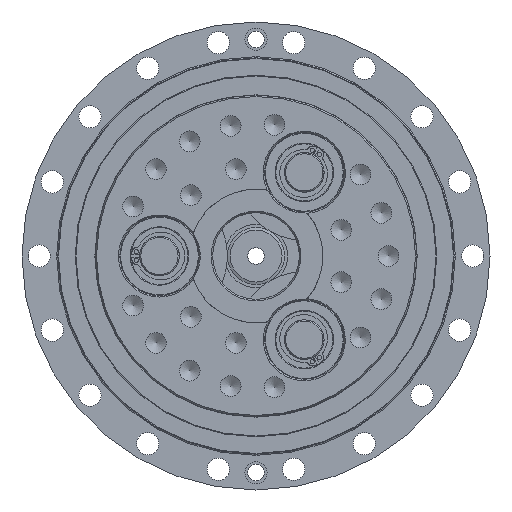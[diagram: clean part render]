
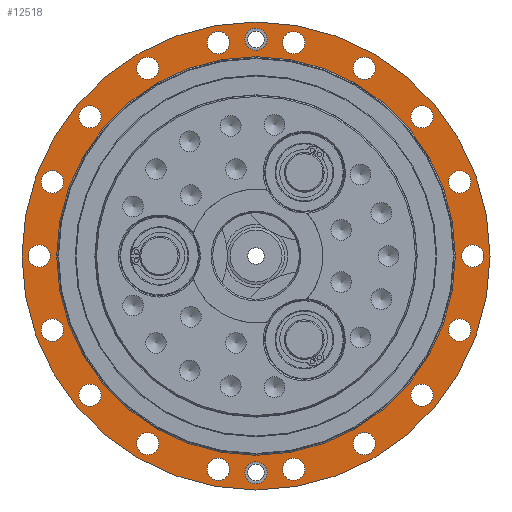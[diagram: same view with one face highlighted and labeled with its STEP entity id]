
A CAD part, left-side view. The second image highlights one B-rep face of the part: STEP entity #12518.
In plain terms, the highlighted planar face has unit normal (-1, 0, 0).
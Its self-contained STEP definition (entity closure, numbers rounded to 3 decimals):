
#621=FACE_BOUND('',#3997,.T.);
#622=FACE_BOUND('',#3998,.T.);
#623=FACE_BOUND('',#3999,.T.);
#624=FACE_BOUND('',#4000,.T.);
#625=FACE_BOUND('',#4001,.T.);
#626=FACE_BOUND('',#4002,.T.);
#627=FACE_BOUND('',#4003,.T.);
#628=FACE_BOUND('',#4004,.T.);
#629=FACE_BOUND('',#4005,.T.);
#630=FACE_BOUND('',#4006,.T.);
#631=FACE_BOUND('',#4007,.T.);
#632=FACE_BOUND('',#4008,.T.);
#633=FACE_BOUND('',#4009,.T.);
#634=FACE_BOUND('',#4010,.T.);
#635=FACE_BOUND('',#4011,.T.);
#636=FACE_BOUND('',#4012,.T.);
#637=FACE_BOUND('',#4013,.T.);
#638=FACE_BOUND('',#4014,.T.);
#639=FACE_BOUND('',#4015,.T.);
#640=FACE_BOUND('',#4016,.T.);
#641=FACE_BOUND('',#4017,.T.);
#863=PLANE('',#14140);
#2946=FACE_OUTER_BOUND('',#3996,.T.);
#3996=EDGE_LOOP('',(#10776));
#3997=EDGE_LOOP('',(#10777));
#3998=EDGE_LOOP('',(#10778));
#3999=EDGE_LOOP('',(#10779));
#4000=EDGE_LOOP('',(#10780));
#4001=EDGE_LOOP('',(#10781));
#4002=EDGE_LOOP('',(#10782));
#4003=EDGE_LOOP('',(#10783));
#4004=EDGE_LOOP('',(#10784));
#4005=EDGE_LOOP('',(#10785));
#4006=EDGE_LOOP('',(#10786));
#4007=EDGE_LOOP('',(#10787));
#4008=EDGE_LOOP('',(#10788));
#4009=EDGE_LOOP('',(#10789));
#4010=EDGE_LOOP('',(#10790));
#4011=EDGE_LOOP('',(#10791));
#4012=EDGE_LOOP('',(#10792));
#4013=EDGE_LOOP('',(#10793));
#4014=EDGE_LOOP('',(#10794));
#4015=EDGE_LOOP('',(#10795));
#4016=EDGE_LOOP('',(#10796));
#4017=EDGE_LOOP('',(#10797));
#4974=CIRCLE('',#14136,80.5);
#4977=CIRCLE('',#14141,94.5);
#4978=CIRCLE('',#14142,4.5);
#4979=CIRCLE('',#14143,4.5);
#4980=CIRCLE('',#14144,4.5);
#4981=CIRCLE('',#14145,4.5);
#4982=CIRCLE('',#14146,4.5);
#4983=CIRCLE('',#14147,4.5);
#4984=CIRCLE('',#14148,4.5);
#4985=CIRCLE('',#14149,4.5);
#4986=CIRCLE('',#14150,4.5);
#4987=CIRCLE('',#14151,4.5);
#4988=CIRCLE('',#14152,4.5);
#4989=CIRCLE('',#14153,4.5);
#4990=CIRCLE('',#14154,4.5);
#4991=CIRCLE('',#14155,4.5);
#4992=CIRCLE('',#14156,4.5);
#4993=CIRCLE('',#14157,4.5);
#4994=CIRCLE('',#14158,4.5);
#4995=CIRCLE('',#14159,4.5);
#4996=CIRCLE('',#14160,4.5);
#4997=CIRCLE('',#14161,4.5);
#6142=VERTEX_POINT('',#26039);
#6144=VERTEX_POINT('',#26048);
#6145=VERTEX_POINT('',#26050);
#6146=VERTEX_POINT('',#26052);
#6147=VERTEX_POINT('',#26054);
#6148=VERTEX_POINT('',#26056);
#6149=VERTEX_POINT('',#26058);
#6150=VERTEX_POINT('',#26060);
#6151=VERTEX_POINT('',#26062);
#6152=VERTEX_POINT('',#26064);
#6153=VERTEX_POINT('',#26066);
#6154=VERTEX_POINT('',#26068);
#6155=VERTEX_POINT('',#26070);
#6156=VERTEX_POINT('',#26072);
#6157=VERTEX_POINT('',#26074);
#6158=VERTEX_POINT('',#26076);
#6159=VERTEX_POINT('',#26078);
#6160=VERTEX_POINT('',#26080);
#6161=VERTEX_POINT('',#26082);
#6162=VERTEX_POINT('',#26084);
#6163=VERTEX_POINT('',#26086);
#6164=VERTEX_POINT('',#26088);
#7705=EDGE_CURVE('',#6142,#6142,#4974,.T.);
#7709=EDGE_CURVE('',#6144,#6144,#4977,.T.);
#7710=EDGE_CURVE('',#6145,#6145,#4978,.T.);
#7711=EDGE_CURVE('',#6146,#6146,#4979,.T.);
#7712=EDGE_CURVE('',#6147,#6147,#4980,.T.);
#7713=EDGE_CURVE('',#6148,#6148,#4981,.T.);
#7714=EDGE_CURVE('',#6149,#6149,#4982,.T.);
#7715=EDGE_CURVE('',#6150,#6150,#4983,.T.);
#7716=EDGE_CURVE('',#6151,#6151,#4984,.T.);
#7717=EDGE_CURVE('',#6152,#6152,#4985,.T.);
#7718=EDGE_CURVE('',#6153,#6153,#4986,.T.);
#7719=EDGE_CURVE('',#6154,#6154,#4987,.T.);
#7720=EDGE_CURVE('',#6155,#6155,#4988,.T.);
#7721=EDGE_CURVE('',#6156,#6156,#4989,.T.);
#7722=EDGE_CURVE('',#6157,#6157,#4990,.T.);
#7723=EDGE_CURVE('',#6158,#6158,#4991,.T.);
#7724=EDGE_CURVE('',#6159,#6159,#4992,.T.);
#7725=EDGE_CURVE('',#6160,#6160,#4993,.T.);
#7726=EDGE_CURVE('',#6161,#6161,#4994,.T.);
#7727=EDGE_CURVE('',#6162,#6162,#4995,.T.);
#7728=EDGE_CURVE('',#6163,#6163,#4996,.T.);
#7729=EDGE_CURVE('',#6164,#6164,#4997,.T.);
#10776=ORIENTED_EDGE('',*,*,#7709,.T.);
#10777=ORIENTED_EDGE('',*,*,#7710,.T.);
#10778=ORIENTED_EDGE('',*,*,#7711,.T.);
#10779=ORIENTED_EDGE('',*,*,#7712,.T.);
#10780=ORIENTED_EDGE('',*,*,#7713,.T.);
#10781=ORIENTED_EDGE('',*,*,#7714,.T.);
#10782=ORIENTED_EDGE('',*,*,#7715,.T.);
#10783=ORIENTED_EDGE('',*,*,#7716,.T.);
#10784=ORIENTED_EDGE('',*,*,#7717,.T.);
#10785=ORIENTED_EDGE('',*,*,#7718,.T.);
#10786=ORIENTED_EDGE('',*,*,#7719,.T.);
#10787=ORIENTED_EDGE('',*,*,#7720,.T.);
#10788=ORIENTED_EDGE('',*,*,#7721,.T.);
#10789=ORIENTED_EDGE('',*,*,#7722,.T.);
#10790=ORIENTED_EDGE('',*,*,#7723,.T.);
#10791=ORIENTED_EDGE('',*,*,#7724,.T.);
#10792=ORIENTED_EDGE('',*,*,#7725,.T.);
#10793=ORIENTED_EDGE('',*,*,#7726,.T.);
#10794=ORIENTED_EDGE('',*,*,#7727,.T.);
#10795=ORIENTED_EDGE('',*,*,#7728,.T.);
#10796=ORIENTED_EDGE('',*,*,#7729,.T.);
#10797=ORIENTED_EDGE('',*,*,#7705,.F.);
#12518=ADVANCED_FACE('',(#2946,#621,#622,#623,#624,#625,#626,#627,#628,
#629,#630,#631,#632,#633,#634,#635,#636,#637,#638,#639,#640,#641),#863,
 .F.);
#14136=AXIS2_PLACEMENT_3D('',#26041,#17815,#17816);
#14140=AXIS2_PLACEMENT_3D('',#26047,#17824,#17825);
#14141=AXIS2_PLACEMENT_3D('',#26049,#17826,#17827);
#14142=AXIS2_PLACEMENT_3D('',#26051,#17828,#17829);
#14143=AXIS2_PLACEMENT_3D('',#26053,#17830,#17831);
#14144=AXIS2_PLACEMENT_3D('',#26055,#17832,#17833);
#14145=AXIS2_PLACEMENT_3D('',#26057,#17834,#17835);
#14146=AXIS2_PLACEMENT_3D('',#26059,#17836,#17837);
#14147=AXIS2_PLACEMENT_3D('',#26061,#17838,#17839);
#14148=AXIS2_PLACEMENT_3D('',#26063,#17840,#17841);
#14149=AXIS2_PLACEMENT_3D('',#26065,#17842,#17843);
#14150=AXIS2_PLACEMENT_3D('',#26067,#17844,#17845);
#14151=AXIS2_PLACEMENT_3D('',#26069,#17846,#17847);
#14152=AXIS2_PLACEMENT_3D('',#26071,#17848,#17849);
#14153=AXIS2_PLACEMENT_3D('',#26073,#17850,#17851);
#14154=AXIS2_PLACEMENT_3D('',#26075,#17852,#17853);
#14155=AXIS2_PLACEMENT_3D('',#26077,#17854,#17855);
#14156=AXIS2_PLACEMENT_3D('',#26079,#17856,#17857);
#14157=AXIS2_PLACEMENT_3D('',#26081,#17858,#17859);
#14158=AXIS2_PLACEMENT_3D('',#26083,#17860,#17861);
#14159=AXIS2_PLACEMENT_3D('',#26085,#17862,#17863);
#14160=AXIS2_PLACEMENT_3D('',#26087,#17864,#17865);
#14161=AXIS2_PLACEMENT_3D('',#26089,#17866,#17867);
#17815=DIRECTION('center_axis',(-1.,0.,0.));
#17816=DIRECTION('ref_axis',(0.,-1.,0.));
#17824=DIRECTION('center_axis',(1.,0.,0.));
#17825=DIRECTION('ref_axis',(0.,0.,-1.));
#17826=DIRECTION('center_axis',(-1.,0.,0.));
#17827=DIRECTION('ref_axis',(0.,-1.,0.));
#17828=DIRECTION('center_axis',(1.,0.,0.));
#17829=DIRECTION('ref_axis',(0.,0.,1.));
#17830=DIRECTION('center_axis',(1.,0.,0.));
#17831=DIRECTION('ref_axis',(0.,-0.342,0.94));
#17832=DIRECTION('center_axis',(1.,0.,0.));
#17833=DIRECTION('ref_axis',(0.,-0.643,0.766));
#17834=DIRECTION('center_axis',(1.,0.,0.));
#17835=DIRECTION('ref_axis',(0.,-0.866,0.5));
#17836=DIRECTION('center_axis',(1.,0.,0.));
#17837=DIRECTION('ref_axis',(0.,-0.985,0.174));
#17838=DIRECTION('center_axis',(1.,0.,0.));
#17839=DIRECTION('ref_axis',(0.,-0.985,-0.174));
#17840=DIRECTION('center_axis',(1.,0.,0.));
#17841=DIRECTION('ref_axis',(0.,-0.866,-0.5));
#17842=DIRECTION('center_axis',(1.,0.,0.));
#17843=DIRECTION('ref_axis',(0.,-0.643,-0.766));
#17844=DIRECTION('center_axis',(1.,0.,0.));
#17845=DIRECTION('ref_axis',(0.,-0.342,-0.94));
#17846=DIRECTION('center_axis',(1.,0.,0.));
#17847=DIRECTION('ref_axis',(0.,0.,-1.));
#17848=DIRECTION('center_axis',(1.,0.,0.));
#17849=DIRECTION('ref_axis',(0.,0.342,-0.94));
#17850=DIRECTION('center_axis',(1.,0.,0.));
#17851=DIRECTION('ref_axis',(0.,0.643,-0.766));
#17852=DIRECTION('center_axis',(1.,0.,0.));
#17853=DIRECTION('ref_axis',(0.,0.866,-0.5));
#17854=DIRECTION('center_axis',(1.,0.,0.));
#17855=DIRECTION('ref_axis',(0.,0.985,-0.174));
#17856=DIRECTION('center_axis',(1.,0.,0.));
#17857=DIRECTION('ref_axis',(0.,0.985,0.174));
#17858=DIRECTION('center_axis',(1.,0.,0.));
#17859=DIRECTION('ref_axis',(0.,0.866,0.5));
#17860=DIRECTION('center_axis',(1.,0.,0.));
#17861=DIRECTION('ref_axis',(0.,0.643,0.766));
#17862=DIRECTION('center_axis',(1.,0.,0.));
#17863=DIRECTION('ref_axis',(0.,0.342,0.94));
#17864=DIRECTION('center_axis',(1.,0.,0.));
#17865=DIRECTION('ref_axis',(0.,0.,1.));
#17866=DIRECTION('center_axis',(1.,0.,0.));
#17867=DIRECTION('ref_axis',(0.,0.,-1.));
#26039=CARTESIAN_POINT('',(33.5,0.,80.5));
#26041=CARTESIAN_POINT('Origin',(33.5,0.,0.));
#26047=CARTESIAN_POINT('Origin',(33.5,0.,0.));
#26048=CARTESIAN_POINT('',(33.5,94.5,0.));
#26049=CARTESIAN_POINT('Origin',(33.5,0.,0.));
#26050=CARTESIAN_POINT('',(33.5,87.5,-4.5));
#26051=CARTESIAN_POINT('Origin',(33.5,87.5,0.));
#26052=CARTESIAN_POINT('',(33.5,83.762,25.698));
#26053=CARTESIAN_POINT('Origin',(33.5,82.223,29.927));
#26054=CARTESIAN_POINT('',(33.5,69.921,52.797));
#26055=CARTESIAN_POINT('Origin',(33.5,67.029,56.244));
#26056=CARTESIAN_POINT('',(33.5,47.647,73.527));
#26057=CARTESIAN_POINT('Origin',(33.5,43.75,75.777));
#26058=CARTESIAN_POINT('',(33.5,19.626,85.389));
#26059=CARTESIAN_POINT('Origin',(33.5,15.194,86.171));
#26060=CARTESIAN_POINT('',(33.5,-10.763,86.952));
#26061=CARTESIAN_POINT('Origin',(33.5,-15.194,86.171));
#26062=CARTESIAN_POINT('',(33.5,-39.853,78.027));
#26063=CARTESIAN_POINT('Origin',(33.5,-43.75,75.777));
#26064=CARTESIAN_POINT('',(33.5,-64.136,59.691));
#26065=CARTESIAN_POINT('Origin',(33.5,-67.029,56.244));
#26066=CARTESIAN_POINT('',(33.5,-80.684,34.155));
#26067=CARTESIAN_POINT('Origin',(33.5,-82.223,29.927));
#26068=CARTESIAN_POINT('',(33.5,-87.5,4.5));
#26069=CARTESIAN_POINT('Origin',(33.5,-87.5,0.));
#26070=CARTESIAN_POINT('',(33.5,-83.762,-25.698));
#26071=CARTESIAN_POINT('Origin',(33.5,-82.223,-29.927));
#26072=CARTESIAN_POINT('',(33.5,-69.921,-52.797));
#26073=CARTESIAN_POINT('Origin',(33.5,-67.029,-56.244));
#26074=CARTESIAN_POINT('',(33.5,-47.647,-73.527));
#26075=CARTESIAN_POINT('Origin',(33.5,-43.75,-75.777));
#26076=CARTESIAN_POINT('',(33.5,-19.626,-85.389));
#26077=CARTESIAN_POINT('Origin',(33.5,-15.194,-86.171));
#26078=CARTESIAN_POINT('',(33.5,10.763,-86.952));
#26079=CARTESIAN_POINT('Origin',(33.5,15.194,-86.171));
#26080=CARTESIAN_POINT('',(33.5,39.853,-78.027));
#26081=CARTESIAN_POINT('Origin',(33.5,43.75,-75.777));
#26082=CARTESIAN_POINT('',(33.5,64.136,-59.691));
#26083=CARTESIAN_POINT('Origin',(33.5,67.029,-56.244));
#26084=CARTESIAN_POINT('',(33.5,80.684,-34.155));
#26085=CARTESIAN_POINT('Origin',(33.5,82.223,-29.927));
#26086=CARTESIAN_POINT('',(33.5,0.,-92.));
#26087=CARTESIAN_POINT('Origin',(33.5,0.,-87.5));
#26088=CARTESIAN_POINT('',(33.5,0.,92.));
#26089=CARTESIAN_POINT('Origin',(33.5,0.,87.5));
